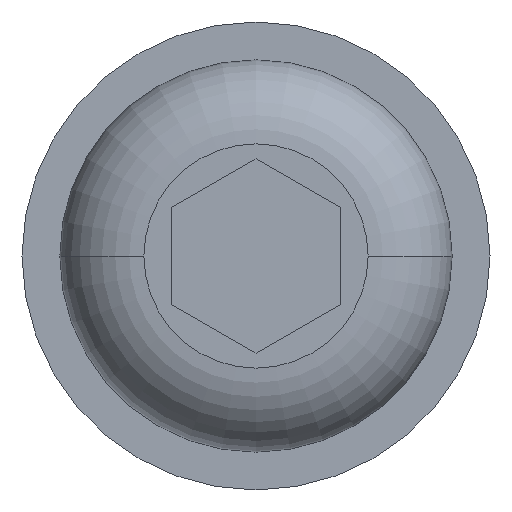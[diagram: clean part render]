
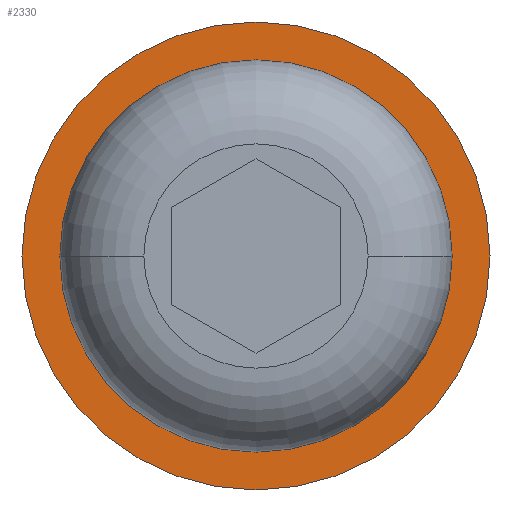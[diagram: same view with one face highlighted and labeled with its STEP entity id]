
A CAD part, front view. The second image highlights one B-rep face of the part: STEP entity #2330.
In plain terms, the highlighted face is planar.
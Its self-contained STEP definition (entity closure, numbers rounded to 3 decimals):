
#1550=CARTESIAN_POINT('',(0.,7.,-2.));
#1560=VERTEX_POINT('',#1550);
#1590=CARTESIAN_POINT('',(0.,0.,-2.));
#1600=DIRECTION('',(0.,0.,1.));
#1610=DIRECTION('',(0.,-1.,0.));
#1620=AXIS2_PLACEMENT_3D('',#1590,#1600,#1610);
#1630=CIRCLE('',#1620,7.);
#1640=CARTESIAN_POINT('',(0.,-7.,-2.));
#1650=VERTEX_POINT('',#1640);
#1660=EDGE_CURVE('',#1560,#1650,#1630,.T.);
#1950=CARTESIAN_POINT('',(0.,8.35,
-2.));
#1960=VERTEX_POINT('',#1950);
#2040=CARTESIAN_POINT('',(0.,-8.35,
-2.));
#2050=VERTEX_POINT('',#2040);
#2080=CARTESIAN_POINT('',(0.,0.,
-2.));
#2090=DIRECTION('',(0.,0.,1.));
#2100=DIRECTION('',(0.,-1.,0.));
#2110=AXIS2_PLACEMENT_3D('',#2080,#2090,#2100);
#2120=CIRCLE('',#2110,8.35);
#2130=EDGE_CURVE('',#1960,#2050,#2120,.T.);
#2180=CARTESIAN_POINT('',(0.,5.25,
-2.));
#2190=DIRECTION('',(0.,0.,1.));
#2200=DIRECTION('',(0.,-1.,0.));
#2210=AXIS2_PLACEMENT_3D('',#2180,#2190,#2200);
#2220=PLANE('',#2210);
#2230=EDGE_CURVE('',#1650,#1560,#1630,.T.);
#2240=ORIENTED_EDGE('',*,*,#2230,.T.);
#2250=ORIENTED_EDGE('',*,*,#1660,.T.);
#2260=EDGE_LOOP('',(#2250,#2240));
#2270=FACE_BOUND('',#2260,.T.);
#2280=EDGE_CURVE('',#2050,#1960,#2120,.T.);
#2290=ORIENTED_EDGE('',*,*,#2280,.F.);
#2300=ORIENTED_EDGE('',*,*,#2130,.F.);
#2310=EDGE_LOOP('',(#2300,#2290));
#2320=FACE_OUTER_BOUND('',#2310,.T.);
#2330=ADVANCED_FACE('',(#2270,#2320),#2220,.F.);
